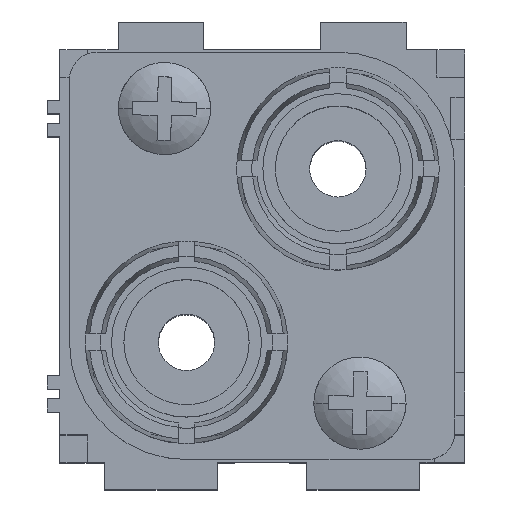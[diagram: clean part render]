
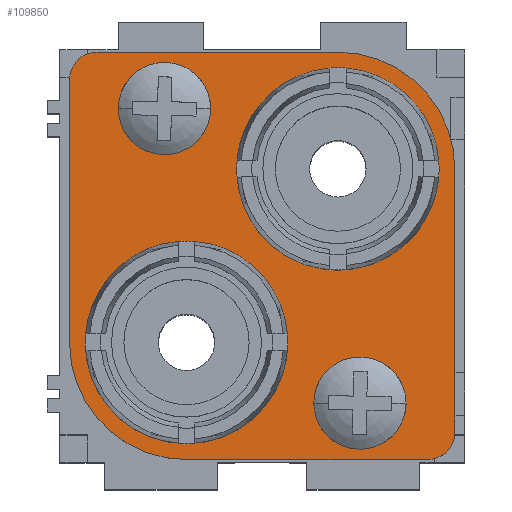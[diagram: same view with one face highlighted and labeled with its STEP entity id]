
A CAD part, top view. The second image highlights one B-rep face of the part: STEP entity #109850.
In plain terms, the highlighted face is planar.
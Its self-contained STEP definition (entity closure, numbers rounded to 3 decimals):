
#61760=CARTESIAN_POINT('',(53.348,88.357,-4.2));
#61770=DIRECTION('',(0.,1.,0.));
#61780=DIRECTION('',(0.,0.,-1.));
#61790=AXIS2_PLACEMENT_3D('',#61760,#61770,#61780);
#61800=CIRCLE('',#61790,2.);
#61810=CARTESIAN_POINT('',(53.348,88.357,-2.2));
#61820=VERTEX_POINT('',#61810);
#61830=CARTESIAN_POINT('',(55.348,88.357,-4.2));
#61840=VERTEX_POINT('',#61830);
#61850=EDGE_CURVE('',#61820,#61840,#61800,.T.);
#62540=CARTESIAN_POINT('',(48.511,88.357,-9.649)
);
#62550=VERTEX_POINT('',#62540);
#62600=CARTESIAN_POINT('',(48.448,88.357,-6.3)
);
#62610=DIRECTION('',(0.,1.,0.));
#62620=DIRECTION('',(-0.019,0.,
1.));
#62630=AXIS2_PLACEMENT_3D('',#62600,#62610,#62620);
#62640=CIRCLE('',#62630,3.35);
#62650=CARTESIAN_POINT('',(48.384,88.357,-2.951)
);
#62660=VERTEX_POINT('',#62650);
#62670=EDGE_CURVE('',#62660,#62550,#62640,.T.);
#71790=CARTESIAN_POINT('',(46.848,88.357,-30.65)
);
#71800=VERTEX_POINT('',#71790);
#72340=CARTESIAN_POINT('',(46.848,88.357,-15.95)
);
#72350=VERTEX_POINT('',#72340);
#72380=CARTESIAN_POINT('',(46.848,88.357,-23.3)
);
#72390=DIRECTION('',(0.,1.,0.));
#72400=DIRECTION('',(0.,0.,1.));
#72410=AXIS2_PLACEMENT_3D('',#72380,#72390,#72400);
#72420=CIRCLE('',#72410,7.35);
#72430=EDGE_CURVE('',#71800,#72350,#72420,.T.);
#72640=CARTESIAN_POINT('',(34.311,88.357,-31.049)
);
#72650=VERTEX_POINT('',#72640);
#72700=CARTESIAN_POINT('',(34.248,88.357,-27.7)
);
#72710=DIRECTION('',(0.,1.,0.));
#72720=DIRECTION('',(-0.019,0.,
1.));
#72730=AXIS2_PLACEMENT_3D('',#72700,#72710,#72720);
#72740=CIRCLE('',#72730,3.35);
#72750=CARTESIAN_POINT('',(34.184,88.357,-24.351))
;
#72760=VERTEX_POINT('',#72750);
#72770=EDGE_CURVE('',#72760,#72650,#72740,.T.);
#82700=CARTESIAN_POINT('',(35.848,88.357,-3.35))
;
#82710=VERTEX_POINT('',#82700);
#82740=CARTESIAN_POINT('',(35.848,88.357,-10.7)
);
#82750=DIRECTION('',(0.,1.,0.));
#82760=DIRECTION('',(0.,0.,1.));
#82770=AXIS2_PLACEMENT_3D('',#82740,#82750,#82760);
#82780=CIRCLE('',#82770,7.35);
#82790=CARTESIAN_POINT('',(35.848,88.357,-18.05)
);
#82800=VERTEX_POINT('',#82790);
#82810=EDGE_CURVE('',#82800,#82710,#82780,.T.);
#93510=CARTESIAN_POINT('',(49.135,88.357,-31.8)
);
#93520=DIRECTION('',(1.,0.,0.));
#93530=VECTOR('',#93520,1.);
#93540=LINE('',#93510,#93530);
#93550=CARTESIAN_POINT('',(29.348,88.357,-31.8)
);
#93560=VERTEX_POINT('',#93550);
#93570=CARTESIAN_POINT('',(46.848,88.357,-31.8));
#93580=VERTEX_POINT('',#93570);
#93590=EDGE_CURVE('',#93560,#93580,#93540,.T.);
#93910=CARTESIAN_POINT('',(27.348,88.357,-31.942)
);
#93920=DIRECTION('',(0.,0.,-1.));
#93930=VECTOR('',#93920,1.);
#93940=LINE('',#93910,#93930);
#93950=CARTESIAN_POINT('',(27.348,88.357,-10.7)
);
#93960=VERTEX_POINT('',#93950);
#93970=CARTESIAN_POINT('',(27.348,88.357,-29.8)
);
#93980=VERTEX_POINT('',#93970);
#93990=EDGE_CURVE('',#93960,#93980,#93940,.T.);
#99850=CARTESIAN_POINT('',(55.348,88.357,-23.3));
#99860=VERTEX_POINT('',#99850);
#99890=CARTESIAN_POINT('',(46.848,88.357,-23.3));
#99900=DIRECTION('',(0.,1.,0.));
#99910=DIRECTION('',(0.,0.,-1.));
#99920=AXIS2_PLACEMENT_3D('',#99890,#99900,#99910);
#99930=CIRCLE('',#99920,8.5);
#99940=EDGE_CURVE('',#99860,#93580,#99930,.T.);
#101690=CARTESIAN_POINT('',(55.348,88.357,-31.942));
#101700=DIRECTION('',(0.,0.,1.));
#101710=VECTOR('',#101700,1.);
#101720=LINE('',#101690,#101710);
#101730=EDGE_CURVE('',#99860,#61840,#101720,.T.);
#103790=CARTESIAN_POINT('',(35.848,88.357,-2.2
));
#103800=VERTEX_POINT('',#103790);
#103830=CARTESIAN_POINT('',(49.135,88.357,-2.2
));
#103840=DIRECTION('',(-1.,0.,0.));
#103850=VECTOR('',#103840,1.);
#103860=LINE('',#103830,#103850);
#103870=EDGE_CURVE('',#61820,#103800,#103860,.T.);
#107460=CARTESIAN_POINT('',(35.848,88.357,-10.7
));
#107470=DIRECTION('',(0.,1.,0.));
#107480=DIRECTION('',(0.,0.,-1.));
#107490=AXIS2_PLACEMENT_3D('',#107460,#107470,#107480);
#107500=CIRCLE('',#107490,8.5);
#107510=EDGE_CURVE('',#93960,#103800,#107500,.T.);
#109040=CARTESIAN_POINT('',(29.348,88.357,-29.8
));
#109050=DIRECTION('',(0.,1.,0.));
#109060=DIRECTION('',(0.,0.,-1.));
#109070=AXIS2_PLACEMENT_3D('',#109040,#109050,#109060);
#109080=CIRCLE('',#109070,2.);
#109090=EDGE_CURVE('',#93560,#93980,#109080,.T.);
#109500=CARTESIAN_POINT('',(43.448,88.357,-2.2));
#109510=DIRECTION('',(0.,-1.,0.));
#109520=DIRECTION('',(0.,0.,-1.));
#109530=AXIS2_PLACEMENT_3D('',#109500,#109510,#109520);
#109540=PLANE('',#109530);
#109550=ORIENTED_EDGE('',*,*,#107510,.T.);
#109560=ORIENTED_EDGE('',*,*,#93990,.F.);
#109570=ORIENTED_EDGE('',*,*,#109090,.T.);
#109580=ORIENTED_EDGE('',*,*,#93590,.F.);
#109590=ORIENTED_EDGE('',*,*,#99940,.T.);
#109600=ORIENTED_EDGE('',*,*,#101730,.F.);
#109610=ORIENTED_EDGE('',*,*,#61850,.T.);
#109620=ORIENTED_EDGE('',*,*,#103870,.F.);
#109630=EDGE_LOOP('',(#109620,#109610,#109600,#109590,#109580,#109570,
#109560,#109550));
#109640=FACE_OUTER_BOUND('',#109630,.T.);
#109650=EDGE_CURVE('',#62550,#62660,#62640,.T.);
#109660=ORIENTED_EDGE('',*,*,#109650,.F.);
#109670=ORIENTED_EDGE('',*,*,#62670,.F.);
#109680=EDGE_LOOP('',(#109670,#109660));
#109690=FACE_BOUND('',#109680,.T.);
#109700=EDGE_CURVE('',#72650,#72760,#72740,.T.);
#109710=ORIENTED_EDGE('',*,*,#109700,.F.);
#109720=ORIENTED_EDGE('',*,*,#72770,.F.);
#109730=EDGE_LOOP('',(#109720,#109710));
#109740=FACE_BOUND('',#109730,.T.);
#109750=EDGE_CURVE('',#72350,#71800,#72420,.T.);
#109760=ORIENTED_EDGE('',*,*,#109750,.F.);
#109770=ORIENTED_EDGE('',*,*,#72430,.F.);
#109780=EDGE_LOOP('',(#109770,#109760));
#109790=FACE_BOUND('',#109780,.T.);
#109800=EDGE_CURVE('',#82710,#82800,#82780,.T.);
#109810=ORIENTED_EDGE('',*,*,#109800,.F.);
#109820=ORIENTED_EDGE('',*,*,#82810,.F.);
#109830=EDGE_LOOP('',(#109820,#109810));
#109840=FACE_BOUND('',#109830,.T.);
#109850=ADVANCED_FACE('',(#109640,#109690,#109740,#109790,#109840),
#109540,.F.);
